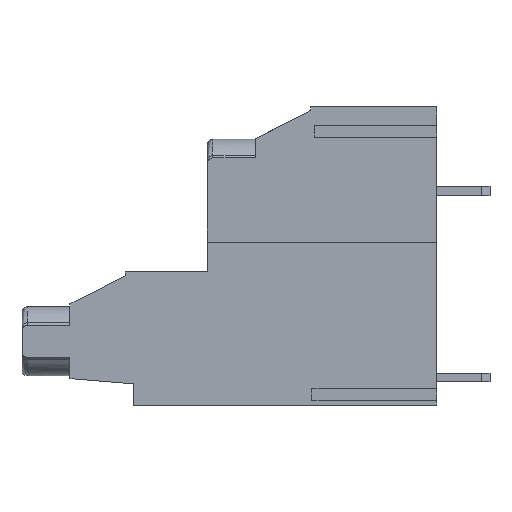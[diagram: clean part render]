
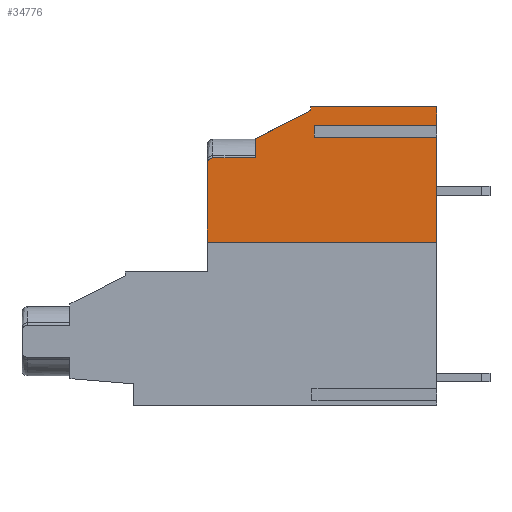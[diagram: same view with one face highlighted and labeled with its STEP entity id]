
A CAD part, left-side view. The second image highlights one B-rep face of the part: STEP entity #34776.
In plain terms, the highlighted planar face has unit normal (-1, 0, 0).
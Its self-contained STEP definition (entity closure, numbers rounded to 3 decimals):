
#5 = VERTEX_POINT ( 'NONE', #12515 ) ;
#19 = FACE_OUTER_BOUND ( 'NONE', #5525, .T. ) ;
#41 = CARTESIAN_POINT ( 'NONE',  ( 0., 0., 12.7 ) ) ;
#44 = VERTEX_POINT ( 'NONE', #331 ) ;
#331 = CARTESIAN_POINT ( 'NONE',  ( 0., 0., 0. ) ) ;
#845 = VERTEX_POINT ( 'NONE', #23215 ) ;
#921 = VECTOR ( 'NONE', #21663, 1000. ) ;
#1319 = CARTESIAN_POINT ( 'NONE',  ( 0., 17., 12.7 ) ) ;
#1563 = LINE ( 'NONE', #12442, #26640 ) ;
#1648 = CARTESIAN_POINT ( 'NONE',  ( 0., 21.5, 7.9 ) ) ;
#1889 = CARTESIAN_POINT ( 'NONE',  ( 0., 11.5, 10.05 ) ) ;
#2040 = CIRCLE ( 'NONE', #22593, 0.5 ) ;
#2107 = EDGE_CURVE ( 'NONE', #24029, #845, #18910, .T. ) ;
#2241 = ORIENTED_EDGE ( 'NONE', *, *, #2107, .F. ) ;
#2656 = CARTESIAN_POINT ( 'NONE',  ( 0., 11.8, 12.35 ) ) ;
#2806 = CARTESIAN_POINT ( 'NONE',  ( 0., 11.5, 10.75 ) ) ;
#3508 = CARTESIAN_POINT ( 'NONE',  ( 0., 11.5, 10.75 ) ) ;
#3600 = CARTESIAN_POINT ( 'NONE',  ( 0., 21., 7.4 ) ) ;
#3618 = EDGE_CURVE ( 'NONE', #6796, #5, #29481, .T. ) ;
#3637 = VECTOR ( 'NONE', #32140, 1000. ) ;
#4298 = LINE ( 'NONE', #21258, #3637 ) ;
#4460 = VERTEX_POINT ( 'NONE', #8447 ) ;
#4716 = ORIENTED_EDGE ( 'NONE', *, *, #3618, .F. ) ;
#5457 = CARTESIAN_POINT ( 'NONE',  ( 0., 11.5, 0. ) ) ;
#5525 = EDGE_LOOP ( 'NONE', ( #31656, #4716, #27940, #12654, #16536, #12693, #15563, #17237, #33132, #2241, #9531, #14186, #7969 ) ) ;
#6796 = VERTEX_POINT ( 'NONE', #24946 ) ;
#7969 = ORIENTED_EDGE ( 'NONE', *, *, #21232, .F. ) ;
#8242 = PLANE ( 'NONE',  #34650 ) ;
#8447 = CARTESIAN_POINT ( 'NONE',  ( 0., 17., 9.7 ) ) ;
#8470 = VERTEX_POINT ( 'NONE', #28862 ) ;
#9381 = EDGE_CURVE ( 'NONE', #8470, #5, #2040, .T. ) ;
#9399 = VERTEX_POINT ( 'NONE', #23248 ) ;
#9480 = DIRECTION ( 'NONE',  ( 0., 0., 1. ) ) ;
#9531 = ORIENTED_EDGE ( 'NONE', *, *, #24022, .F. ) ;
#9716 = VERTEX_POINT ( 'NONE', #9923 ) ;
#9923 = CARTESIAN_POINT ( 'NONE',  ( 0., 0., 12.7 ) ) ;
#10068 = CARTESIAN_POINT ( 'NONE',  ( 0., 0., 10.05 ) ) ;
#10373 = CARTESIAN_POINT ( 'NONE',  ( 0., 21.5, 4.9 ) ) ;
#10490 = VECTOR ( 'NONE', #13981, 1000. ) ;
#10657 = LINE ( 'NONE', #31414, #15082 ) ;
#11556 = DIRECTION ( 'NONE',  ( 0., 0., 1. ) ) ;
#12050 = EDGE_CURVE ( 'NONE', #845, #9716, #17612, .T. ) ;
#12442 = CARTESIAN_POINT ( 'NONE',  ( 0., 17., 9.7 ) ) ;
#12515 = CARTESIAN_POINT ( 'NONE',  ( 0., 21.5, 7.4 ) ) ;
#12528 = DIRECTION ( 'NONE',  ( 0., -1., 0. ) ) ;
#12654 = ORIENTED_EDGE ( 'NONE', *, *, #14046, .T. ) ;
#12693 = ORIENTED_EDGE ( 'NONE', *, *, #17550, .F. ) ;
#12741 = EDGE_CURVE ( 'NONE', #32599, #4460, #19892, .T. ) ;
#13444 = VECTOR ( 'NONE', #31645, 1000. ) ;
#13981 = DIRECTION ( 'NONE',  ( 0., 0., -1. ) ) ;
#14006 = EDGE_CURVE ( 'NONE', #17190, #9399, #33356, .T. ) ;
#14046 = EDGE_CURVE ( 'NONE', #44, #35126, #18963, .T. ) ;
#14186 = ORIENTED_EDGE ( 'NONE', *, *, #12741, .F. ) ;
#14870 = DIRECTION ( 'NONE',  ( 0., 0., 1. ) ) ;
#15082 = VECTOR ( 'NONE', #34301, 1000. ) ;
#15242 = DIRECTION ( 'NONE',  ( 0., -1., 0. ) ) ;
#15563 = ORIENTED_EDGE ( 'NONE', *, *, #14006, .T. ) ;
#15869 = VERTEX_POINT ( 'NONE', #1889 ) ;
#16536 = ORIENTED_EDGE ( 'NONE', *, *, #32434, .F. ) ;
#16619 = DIRECTION ( 'NONE',  ( 0., 0., -1. ) ) ;
#16984 = CARTESIAN_POINT ( 'NONE',  ( 0., 17., 12.7 ) ) ;
#17190 = VERTEX_POINT ( 'NONE', #2806 ) ;
#17237 = ORIENTED_EDGE ( 'NONE', *, *, #26464, .T. ) ;
#17550 = EDGE_CURVE ( 'NONE', #17190, #15869, #32590, .T. ) ;
#17612 = LINE ( 'NONE', #33698, #29468 ) ;
#18910 = LINE ( 'NONE', #2656, #29765 ) ;
#18963 = LINE ( 'NONE', #41, #921 ) ;
#19121 = DIRECTION ( 'NONE',  ( 1., 0., 0. ) ) ;
#19892 = LINE ( 'NONE', #1319, #30129 ) ;
#21232 = EDGE_CURVE ( 'NONE', #8470, #32599, #23089, .T. ) ;
#21258 = CARTESIAN_POINT ( 'NONE',  ( 0., 11.5, 10.05 ) ) ;
#21663 = DIRECTION ( 'NONE',  ( 0., 0., 1. ) ) ;
#22593 = AXIS2_PLACEMENT_3D ( 'NONE', #3600, #22913, #9480 ) ;
#22913 = DIRECTION ( 'NONE',  ( -1., 0., 0. ) ) ;
#23089 = LINE ( 'NONE', #1648, #32828 ) ;
#23215 = CARTESIAN_POINT ( 'NONE',  ( 0., 11.8, 12.7 ) ) ;
#23248 = CARTESIAN_POINT ( 'NONE',  ( 0., 0., 10.75 ) ) ;
#23352 = DIRECTION ( 'NONE',  ( 0., -0.891, 0.454 ) ) ;
#24022 = EDGE_CURVE ( 'NONE', #4460, #24029, #1563, .T. ) ;
#24029 = VERTEX_POINT ( 'NONE', #34256 ) ;
#24946 = CARTESIAN_POINT ( 'NONE',  ( 0., 21.5, 0. ) ) ;
#25605 = EDGE_CURVE ( 'NONE', #6796, #44, #10657, .T. ) ;
#26464 = EDGE_CURVE ( 'NONE', #9399, #9716, #29663, .T. ) ;
#26640 = VECTOR ( 'NONE', #23352, 1000. ) ;
#26804 = DIRECTION ( 'NONE',  ( 0., 0., 1. ) ) ;
#27118 = DIRECTION ( 'NONE',  ( 0., 0., 1. ) ) ;
#27940 = ORIENTED_EDGE ( 'NONE', *, *, #25605, .T. ) ;
#28862 = CARTESIAN_POINT ( 'NONE',  ( 0., 21., 7.9 ) ) ;
#29468 = VECTOR ( 'NONE', #15242, 1000. ) ;
#29481 = LINE ( 'NONE', #10373, #33353 ) ;
#29663 = LINE ( 'NONE', #32699, #32894 ) ;
#29765 = VECTOR ( 'NONE', #27118, 1000. ) ;
#30129 = VECTOR ( 'NONE', #14870, 1000. ) ;
#31414 = CARTESIAN_POINT ( 'NONE',  ( 0., 17., 0. ) ) ;
#31645 = DIRECTION ( 'NONE',  ( 0., -1., 0. ) ) ;
#31656 = ORIENTED_EDGE ( 'NONE', *, *, #9381, .T. ) ;
#32140 = DIRECTION ( 'NONE',  ( 0., -1., 0. ) ) ;
#32434 = EDGE_CURVE ( 'NONE', #15869, #35126, #4298, .T. ) ;
#32590 = LINE ( 'NONE', #5457, #10490 ) ;
#32599 = VERTEX_POINT ( 'NONE', #33927 ) ;
#32699 = CARTESIAN_POINT ( 'NONE',  ( 0., 0., 12.7 ) ) ;
#32828 = VECTOR ( 'NONE', #12528, 1000. ) ;
#32894 = VECTOR ( 'NONE', #26804, 1000. ) ;
#33132 = ORIENTED_EDGE ( 'NONE', *, *, #12050, .F. ) ;
#33353 = VECTOR ( 'NONE', #11556, 1000. ) ;
#33356 = LINE ( 'NONE', #3508, #13444 ) ;
#33698 = CARTESIAN_POINT ( 'NONE',  ( 0., 17., 12.7 ) ) ;
#33927 = CARTESIAN_POINT ( 'NONE',  ( 0., 17., 7.9 ) ) ;
#34256 = CARTESIAN_POINT ( 'NONE',  ( 0., 11.8, 12.35 ) ) ;
#34301 = DIRECTION ( 'NONE',  ( 0., -1., 0. ) ) ;
#34650 = AXIS2_PLACEMENT_3D ( 'NONE', #16984, #19121, #16619 ) ;
#34776 = ADVANCED_FACE ( 'NONE', ( #19 ), #8242, .F. ) ;
#35126 = VERTEX_POINT ( 'NONE', #10068 ) ;
